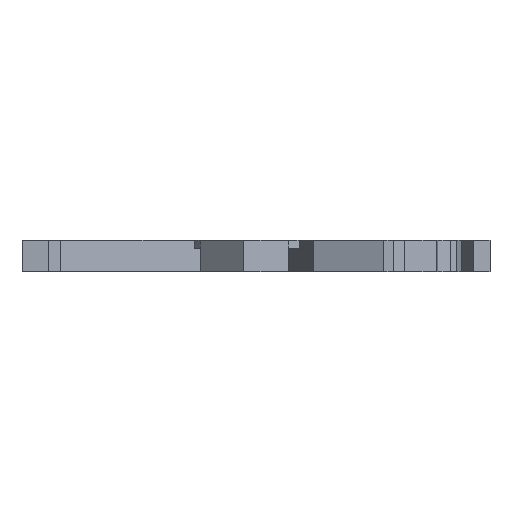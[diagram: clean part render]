
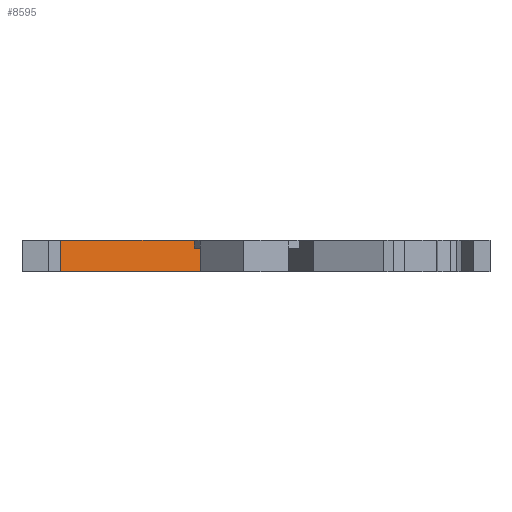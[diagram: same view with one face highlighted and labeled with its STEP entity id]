
A CAD part, left-side view. The second image highlights one B-rep face of the part: STEP entity #8595.
In plain terms, the highlighted free-form (B-spline) face has degree [1, 1] with [2, 2] control points.
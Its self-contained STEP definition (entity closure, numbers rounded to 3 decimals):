
#8595 = ADVANCED_FACE('',(#8596),#8640,.T.);
#8596 = FACE_BOUND('',#8597,.T.);
#8597 = EDGE_LOOP('',(#8598,#8607,#8614,#8621,#8628,#8635));
#8598 = ORIENTED_EDGE('',*,*,#8599,.T.);
#8599 = EDGE_CURVE('',#8600,#8602,#8604,.T.);
#8600 = VERTEX_POINT('',#8601);
#8601 = CARTESIAN_POINT('',(-109.563,48.077,0.));
#8602 = VERTEX_POINT('',#8603);
#8603 = CARTESIAN_POINT('',(-109.563,48.077,
    -28.33));
#8604 = B_SPLINE_CURVE_WITH_KNOTS('',1,(#8605,#8606),.UNSPECIFIED.,.F.,
  .F.,(2,2),(0.,19.05),.PIECEWISE_BEZIER_KNOTS.);
#8605 = CARTESIAN_POINT('',(-109.563,48.077,0.));
#8606 = CARTESIAN_POINT('',(-109.563,48.077,
    -28.33));
#8607 = ORIENTED_EDGE('',*,*,#8608,.T.);
#8608 = EDGE_CURVE('',#8602,#8609,#8611,.T.);
#8609 = VERTEX_POINT('',#8610);
#8610 = CARTESIAN_POINT('',(-250.852,245.498,
    -28.33));
#8611 = B_SPLINE_CURVE_WITH_KNOTS('',1,(#8612,#8613),.UNSPECIFIED.,.F.,
  .F.,(2,2),(0.,163.249),.PIECEWISE_BEZIER_KNOTS.);
#8612 = CARTESIAN_POINT('',(-109.563,48.077,
    -28.33));
#8613 = CARTESIAN_POINT('',(-250.852,245.498,
    -28.33));
#8614 = ORIENTED_EDGE('',*,*,#8615,.T.);
#8615 = EDGE_CURVE('',#8609,#8616,#8618,.T.);
#8616 = VERTEX_POINT('',#8617);
#8617 = CARTESIAN_POINT('',(-250.852,245.498,9.443
    ));
#8618 = B_SPLINE_CURVE_WITH_KNOTS('',1,(#8619,#8620),.UNSPECIFIED.,.F.,
  .F.,(2,2),(0.,25.4),.PIECEWISE_BEZIER_KNOTS.);
#8619 = CARTESIAN_POINT('',(-250.852,245.498,
    -28.33));
#8620 = CARTESIAN_POINT('',(-250.852,245.498,9.443
    ));
#8621 = ORIENTED_EDGE('',*,*,#8622,.T.);
#8622 = EDGE_CURVE('',#8616,#8623,#8625,.T.);
#8623 = VERTEX_POINT('',#8624);
#8624 = CARTESIAN_POINT('',(-134.495,82.914,9.443
    ));
#8625 = B_SPLINE_CURVE_WITH_KNOTS('',1,(#8626,#8627),.UNSPECIFIED.,.F.,
  .F.,(2,2),(0.,134.442),.PIECEWISE_BEZIER_KNOTS.);
#8626 = CARTESIAN_POINT('',(-250.852,245.498,9.443
    ));
#8627 = CARTESIAN_POINT('',(-134.495,82.914,9.443
    ));
#8628 = ORIENTED_EDGE('',*,*,#8629,.T.);
#8629 = EDGE_CURVE('',#8623,#8630,#8632,.T.);
#8630 = VERTEX_POINT('',#8631);
#8631 = CARTESIAN_POINT('',(-134.495,82.914,0.));
#8632 = B_SPLINE_CURVE_WITH_KNOTS('',1,(#8633,#8634),.UNSPECIFIED.,.F.,
  .F.,(2,2),(0.,6.35),.PIECEWISE_BEZIER_KNOTS.);
#8633 = CARTESIAN_POINT('',(-134.495,82.914,9.443
    ));
#8634 = CARTESIAN_POINT('',(-134.495,82.914,0.));
#8635 = ORIENTED_EDGE('',*,*,#8636,.T.);
#8636 = EDGE_CURVE('',#8630,#8600,#8637,.T.);
#8637 = B_SPLINE_CURVE_WITH_KNOTS('',1,(#8638,#8639),.UNSPECIFIED.,.F.,
  .F.,(2,2),(0.,28.807),.PIECEWISE_BEZIER_KNOTS.);
#8638 = CARTESIAN_POINT('',(-134.495,82.914,0.));
#8639 = CARTESIAN_POINT('',(-109.563,48.077,0.));
#8640 = B_SPLINE_SURFACE_WITH_KNOTS('',1,1,(
    (#8641,#8642)
    ,(#8643,#8644
    )),.UNSPECIFIED.,.F.,.F.,.F.,(2,2),(2,2),(0.,1.),(0.,1.),
  .PIECEWISE_BEZIER_KNOTS.);
#8641 = CARTESIAN_POINT('',(-109.563,48.077,
    -28.33));
#8642 = CARTESIAN_POINT('',(-109.563,48.077,9.443
    ));
#8643 = CARTESIAN_POINT('',(-250.852,245.498,
    -28.33));
#8644 = CARTESIAN_POINT('',(-250.852,245.498,9.443
    ));
